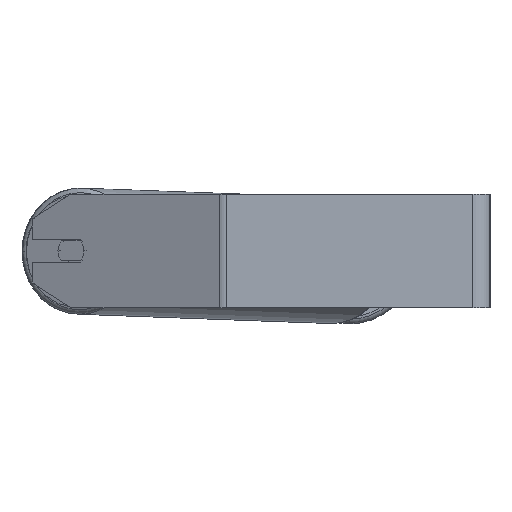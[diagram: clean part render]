
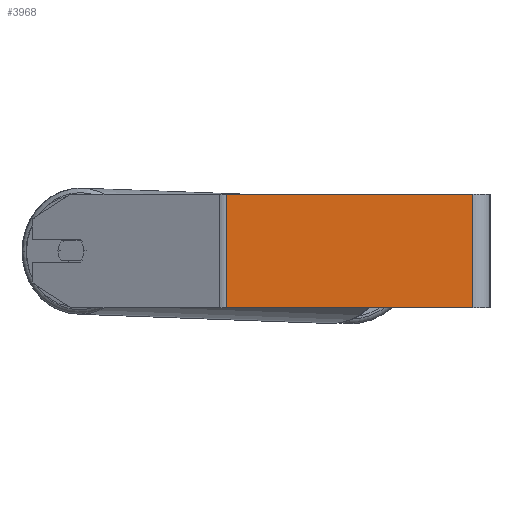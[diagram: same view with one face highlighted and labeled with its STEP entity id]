
A CAD part, left-side view. The second image highlights one B-rep face of the part: STEP entity #3968.
In plain terms, the highlighted planar face has unit normal (-1, 0, 0).
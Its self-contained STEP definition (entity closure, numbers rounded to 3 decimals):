
#104 = CARTESIAN_POINT ( 'NONE',  ( -700., 185.554, -40. ) ) ;
#501 = DIRECTION ( 'NONE',  ( 0., 0., -1. ) ) ;
#893 = CARTESIAN_POINT ( 'NONE',  ( -700., 188.214, 40. ) ) ;
#1032 = LINE ( 'NONE', #8377, #8548 ) ;
#1326 = VERTEX_POINT ( 'NONE', #7737 ) ;
#2200 = VERTEX_POINT ( 'NONE', #2635 ) ;
#2233 = ORIENTED_EDGE ( 'NONE', *, *, #4297, .T. ) ;
#2370 = LINE ( 'NONE', #5407, #2909 ) ;
#2481 = CARTESIAN_POINT ( 'NONE',  ( -700., 12., 40. ) ) ;
#2635 = CARTESIAN_POINT ( 'NONE',  ( -700., 12., -40. ) ) ;
#2829 = CARTESIAN_POINT ( 'NONE',  ( -700., 185.554, 40. ) ) ;
#2909 = VECTOR ( 'NONE', #4165, 1000. ) ;
#2920 = VERTEX_POINT ( 'NONE', #104 ) ;
#2932 = DIRECTION ( 'NONE',  ( 0., 0., -1. ) ) ;
#3590 = DIRECTION ( 'NONE',  ( 1., 0., 0. ) ) ;
#3637 = PLANE ( 'NONE',  #7530 ) ;
#3968 = ADVANCED_FACE ( 'NONE', ( #6951 ), #3637, .F. ) ;
#4165 = DIRECTION ( 'NONE',  ( 0., -1., 0. ) ) ;
#4297 = EDGE_CURVE ( 'NONE', #2920, #2200, #4390, .T. ) ;
#4390 = LINE ( 'NONE', #7217, #8109 ) ;
#4947 = EDGE_LOOP ( 'NONE', ( #2233, #5500, #8277, #7674 ) ) ;
#5021 = EDGE_CURVE ( 'NONE', #5836, #2920, #1032, .T. ) ;
#5190 = LINE ( 'NONE', #2481, #5727 ) ;
#5407 = CARTESIAN_POINT ( 'NONE',  ( -700., 188.214, 40. ) ) ;
#5500 = ORIENTED_EDGE ( 'NONE', *, *, #5972, .F. ) ;
#5727 = VECTOR ( 'NONE', #501, 1000. ) ;
#5836 = VERTEX_POINT ( 'NONE', #2829 ) ;
#5972 = EDGE_CURVE ( 'NONE', #1326, #2200, #5190, .T. ) ;
#6930 = EDGE_CURVE ( 'NONE', #5836, #1326, #2370, .T. ) ;
#6951 = FACE_OUTER_BOUND ( 'NONE', #4947, .T. ) ;
#7217 = CARTESIAN_POINT ( 'NONE',  ( -700., 188.214, -40. ) ) ;
#7530 = AXIS2_PLACEMENT_3D ( 'NONE', #893, #3590, #8330 ) ;
#7674 = ORIENTED_EDGE ( 'NONE', *, *, #5021, .T. ) ;
#7737 = CARTESIAN_POINT ( 'NONE',  ( -700., 12., 40. ) ) ;
#8109 = VECTOR ( 'NONE', #8603, 1000. ) ;
#8277 = ORIENTED_EDGE ( 'NONE', *, *, #6930, .F. ) ;
#8330 = DIRECTION ( 'NONE',  ( 0., 0., -1. ) ) ;
#8377 = CARTESIAN_POINT ( 'NONE',  ( -700., 185.554, 40. ) ) ;
#8548 = VECTOR ( 'NONE', #2932, 1000. ) ;
#8603 = DIRECTION ( 'NONE',  ( 0., -1., 0. ) ) ;
